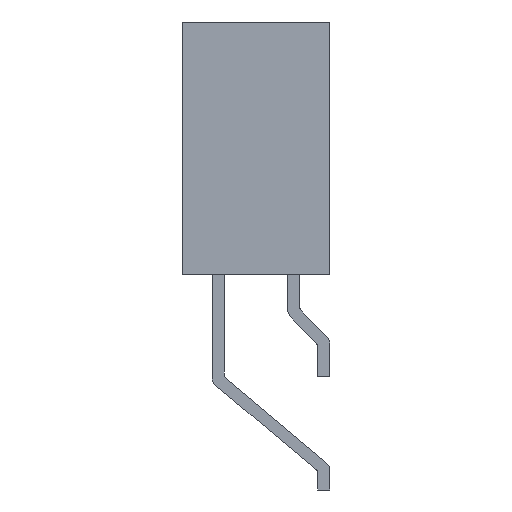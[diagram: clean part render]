
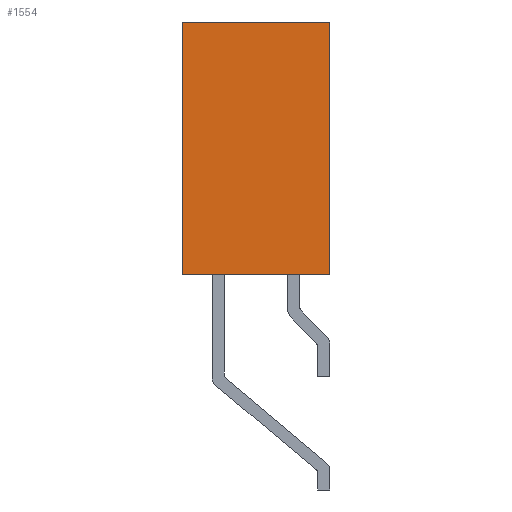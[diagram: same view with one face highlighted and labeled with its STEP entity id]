
A CAD part, left-side view. The second image highlights one B-rep face of the part: STEP entity #1554.
In plain terms, the highlighted planar face has unit normal (-1, 0, 0).
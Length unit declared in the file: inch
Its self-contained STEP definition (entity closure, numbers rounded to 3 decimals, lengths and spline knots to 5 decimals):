
#1554 = ADVANCED_FACE( '', ( #3806 ), #3807, .F. );
#3806 = FACE_OUTER_BOUND( '', #6828, .T. );
#3807 = PLANE( '', #6829 );
#6828 = EDGE_LOOP( '', ( #11344, #11345, #11346, #11347 ) );
#6829 = AXIS2_PLACEMENT_3D( '', #11348, #11349, #11350 );
#11344 = ORIENTED_EDGE( '', *, *, #20171, .T. );
#11345 = ORIENTED_EDGE( '', *, *, #20172, .F. );
#11346 = ORIENTED_EDGE( '', *, *, #20173, .F. );
#11347 = ORIENTED_EDGE( '', *, *, #20174, .T. );
#11348 = CARTESIAN_POINT( '', ( -1.01, 0.335, -0.0975 ) );
#11349 = DIRECTION( '', ( 1., 0., 0. ) );
#11350 = DIRECTION( '', ( 0., 0., -1. ) );
#20171 = EDGE_CURVE( '', #25054, #25055, #25056, .T. );
#20172 = EDGE_CURVE( '', #25057, #25055, #25058, .T. );
#20173 = EDGE_CURVE( '', #25059, #25057, #25060, .T. );
#20174 = EDGE_CURVE( '', #25059, #25054, #25061, .T. );
#25054 = VERTEX_POINT( '', #31840 );
#25055 = VERTEX_POINT( '', #31841 );
#25056 = LINE( '', #31842, #31843 );
#25057 = VERTEX_POINT( '', #31844 );
#25058 = LINE( '', #31845, #31846 );
#25059 = VERTEX_POINT( '', #31847 );
#25060 = LINE( '', #31848, #31849 );
#25061 = LINE( '', #31850, #31851 );
#31840 = CARTESIAN_POINT( '', ( -1.01, 0., -0.0975 ) );
#31841 = CARTESIAN_POINT( '', ( -1.01, 0., 0.0975 ) );
#31842 = CARTESIAN_POINT( '', ( -1.01, 0., -0.0975 ) );
#31843 = VECTOR( '', #38406, 39.37008 );
#31844 = CARTESIAN_POINT( '', ( -1.01, 0.335, 0.0975 ) );
#31845 = CARTESIAN_POINT( '', ( -1.01, 0.335, 0.0975 ) );
#31846 = VECTOR( '', #38407, 39.37008 );
#31847 = CARTESIAN_POINT( '', ( -1.01, 0.335, -0.0975 ) );
#31848 = CARTESIAN_POINT( '', ( -1.01, 0.335, -0.0975 ) );
#31849 = VECTOR( '', #38408, 39.37008 );
#31850 = CARTESIAN_POINT( '', ( -1.01, 0.335, -0.0975 ) );
#31851 = VECTOR( '', #38409, 39.37008 );
#38406 = DIRECTION( '', ( 0., 0., 1. ) );
#38407 = DIRECTION( '', ( 0., -1., 0. ) );
#38408 = DIRECTION( '', ( 0., 0., 1. ) );
#38409 = DIRECTION( '', ( 0., -1., 0. ) );
